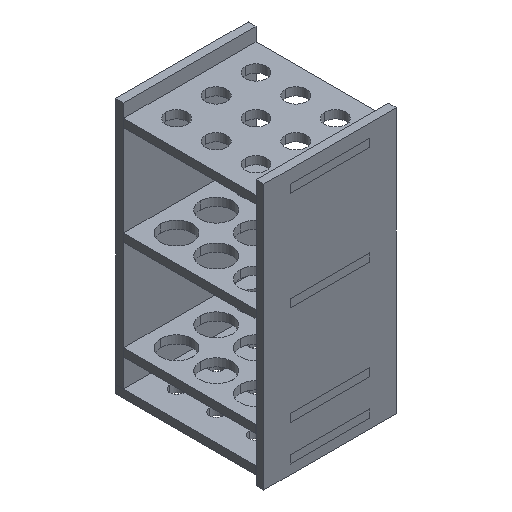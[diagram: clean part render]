
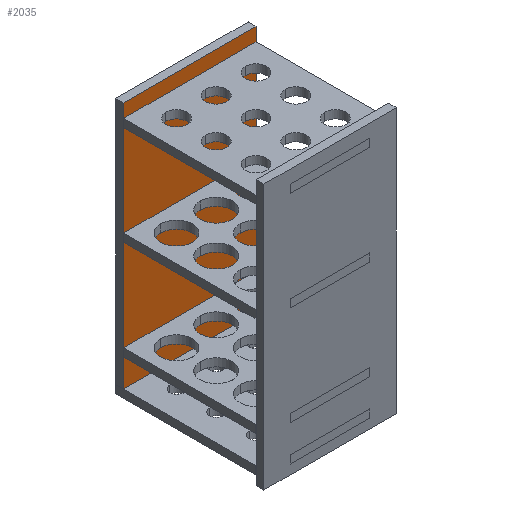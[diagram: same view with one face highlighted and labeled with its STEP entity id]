
A CAD part, isometric view. The second image highlights one B-rep face of the part: STEP entity #2035.
In plain terms, the highlighted planar face has unit normal (0, -1, 0).
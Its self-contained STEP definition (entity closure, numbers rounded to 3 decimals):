
#4 = CARTESIAN_POINT ( 'NONE',  ( -15., 0., 0. ) ) ;
#22 = EDGE_CURVE ( 'NONE', #2426, #3781, #313, .T. ) ;
#135 = VECTOR ( 'NONE', #581, 1000. ) ;
#149 = DIRECTION ( 'NONE',  ( 0., 0., -1. ) ) ;
#155 = VERTEX_POINT ( 'NONE', #2189 ) ;
#181 = VERTEX_POINT ( 'NONE', #3690 ) ;
#230 = VECTOR ( 'NONE', #2886, 1000. ) ;
#248 = LINE ( 'NONE', #1686, #1177 ) ;
#254 = AXIS2_PLACEMENT_3D ( 'NONE', #4415, #4075, #2664 ) ;
#313 = LINE ( 'NONE', #4606, #1052 ) ;
#384 = CARTESIAN_POINT ( 'NONE',  ( 15., 0., -30. ) ) ;
#407 = CARTESIAN_POINT ( 'NONE',  ( -15., 0., 4.5 ) ) ;
#510 = FACE_BOUND ( 'NONE', #2121, .T. ) ;
#569 = ORIENTED_EDGE ( 'NONE', *, *, #2250, .F. ) ;
#581 = DIRECTION ( 'NONE',  ( 0., 0., 1. ) ) ;
#631 = EDGE_CURVE ( 'NONE', #2205, #1039, #1805, .T. ) ;
#633 = VERTEX_POINT ( 'NONE', #407 ) ;
#640 = LINE ( 'NONE', #2072, #3547 ) ;
#669 = VERTEX_POINT ( 'NONE', #384 ) ;
#771 = VERTEX_POINT ( 'NONE', #3071 ) ;
#793 = EDGE_CURVE ( 'NONE', #633, #3646, #1178, .T. ) ;
#821 = FACE_BOUND ( 'NONE', #2103, .T. ) ;
#861 = LINE ( 'NONE', #3738, #944 ) ;
#924 = CARTESIAN_POINT ( 'NONE',  ( -15., 0., 45. ) ) ;
#928 = EDGE_CURVE ( 'NONE', #669, #2426, #640, .T. ) ;
#944 = VECTOR ( 'NONE', #149, 1000. ) ;
#963 = LINE ( 'NONE', #2423, #2231 ) ;
#967 = ORIENTED_EDGE ( 'NONE', *, *, #4363, .T. ) ;
#1031 = CARTESIAN_POINT ( 'NONE',  ( 0., 0., 45. ) ) ;
#1039 = VERTEX_POINT ( 'NONE', #3975 ) ;
#1041 = VECTOR ( 'NONE', #1536, 1000. ) ;
#1052 = VECTOR ( 'NONE', #4322, 1000. ) ;
#1068 = LINE ( 'NONE', #1769, #3440 ) ;
#1082 = CARTESIAN_POINT ( 'NONE',  ( 25., 0., -43.49 ) ) ;
#1175 = ORIENTED_EDGE ( 'NONE', *, *, #4615, .T. ) ;
#1177 = VECTOR ( 'NONE', #4589, 1000. ) ;
#1178 = LINE ( 'NONE', #3357, #4006 ) ;
#1189 = EDGE_CURVE ( 'NONE', #771, #4091, #3065, .T. ) ;
#1271 = CARTESIAN_POINT ( 'NONE',  ( -15., 0., -33. ) ) ;
#1309 = VECTOR ( 'NONE', #2578, 1000. ) ;
#1366 = LINE ( 'NONE', #1031, #1851 ) ;
#1396 = CARTESIAN_POINT ( 'NONE',  ( 25., 0., 50. ) ) ;
#1507 = CARTESIAN_POINT ( 'NONE',  ( -25., 0., -43.49 ) ) ;
#1536 = DIRECTION ( 'NONE',  ( 1., 0., 0. ) ) ;
#1567 = VERTEX_POINT ( 'NONE', #3144 ) ;
#1649 = ORIENTED_EDGE ( 'NONE', *, *, #3750, .F. ) ;
#1686 = CARTESIAN_POINT ( 'NONE',  ( -25., 0., -43.49 ) ) ;
#1724 = EDGE_LOOP ( 'NONE', ( #3923, #1649, #3777, #569 ) ) ;
#1769 = CARTESIAN_POINT ( 'NONE',  ( -15., 0., 0. ) ) ;
#1773 = VERTEX_POINT ( 'NONE', #2428 ) ;
#1805 = LINE ( 'NONE', #4, #230 ) ;
#1851 = VECTOR ( 'NONE', #2091, 1000. ) ;
#1867 = ORIENTED_EDGE ( 'NONE', *, *, #2807, .F. ) ;
#1896 = CARTESIAN_POINT ( 'NONE',  ( -15., 0., -33. ) ) ;
#1909 = DIRECTION ( 'NONE',  ( 1., 0., 0. ) ) ;
#1919 = CARTESIAN_POINT ( 'NONE',  ( 15., 0., 45. ) ) ;
#1922 = DIRECTION ( 'NONE',  ( 0., 0., -1. ) ) ;
#1923 = CARTESIAN_POINT ( 'NONE',  ( 25., 0., 50. ) ) ;
#2010 = VECTOR ( 'NONE', #1922, 1000. ) ;
#2028 = VERTEX_POINT ( 'NONE', #1507 ) ;
#2035 = ADVANCED_FACE ( 'NONE', ( #4093, #510, #821, #2953 ), #2977, .T. ) ;
#2037 = VERTEX_POINT ( 'NONE', #1919 ) ;
#2043 = LINE ( 'NONE', #3796, #3694 ) ;
#2072 = CARTESIAN_POINT ( 'NONE',  ( 15., 0., -33. ) ) ;
#2091 = DIRECTION ( 'NONE',  ( 1., 0., 0. ) ) ;
#2103 = EDGE_LOOP ( 'NONE', ( #3451, #967, #2939, #3127 ) ) ;
#2121 = EDGE_LOOP ( 'NONE', ( #1175, #2454, #3901, #4500 ) ) ;
#2128 = DIRECTION ( 'NONE',  ( 0., 0., -1. ) ) ;
#2165 = CARTESIAN_POINT ( 'NONE',  ( 0., 0., 42. ) ) ;
#2189 = CARTESIAN_POINT ( 'NONE',  ( 15., 0., 42. ) ) ;
#2205 = VERTEX_POINT ( 'NONE', #924 ) ;
#2231 = VECTOR ( 'NONE', #3862, 1000. ) ;
#2246 = CARTESIAN_POINT ( 'NONE',  ( 15., 0., -33. ) ) ;
#2250 = EDGE_CURVE ( 'NONE', #2028, #771, #963, .T. ) ;
#2260 = CARTESIAN_POINT ( 'NONE',  ( -15., 0., -30. ) ) ;
#2323 = ORIENTED_EDGE ( 'NONE', *, *, #3874, .T. ) ;
#2339 = ORIENTED_EDGE ( 'NONE', *, *, #793, .F. ) ;
#2372 = EDGE_CURVE ( 'NONE', #2205, #2037, #1366, .T. ) ;
#2423 = CARTESIAN_POINT ( 'NONE',  ( -25., 0., -50. ) ) ;
#2426 = VERTEX_POINT ( 'NONE', #2246 ) ;
#2428 = CARTESIAN_POINT ( 'NONE',  ( 15., 0., 7.5 ) ) ;
#2454 = ORIENTED_EDGE ( 'NONE', *, *, #3247, .T. ) ;
#2578 = DIRECTION ( 'NONE',  ( 0., 0., -1. ) ) ;
#2664 = DIRECTION ( 'NONE',  ( 0., 0., -1. ) ) ;
#2719 = ORIENTED_EDGE ( 'NONE', *, *, #2860, .T. ) ;
#2753 = DIRECTION ( 'NONE',  ( 1., 0., 0. ) ) ;
#2807 = EDGE_CURVE ( 'NONE', #1567, #633, #1068, .T. ) ;
#2860 = EDGE_CURVE ( 'NONE', #1773, #3646, #4032, .T. ) ;
#2869 = DIRECTION ( 'NONE',  ( 1., 0., 0. ) ) ;
#2886 = DIRECTION ( 'NONE',  ( 0., 0., -1. ) ) ;
#2936 = CARTESIAN_POINT ( 'NONE',  ( 15., 0., 0. ) ) ;
#2939 = ORIENTED_EDGE ( 'NONE', *, *, #4537, .F. ) ;
#2953 = FACE_BOUND ( 'NONE', #3405, .T. ) ;
#2977 = PLANE ( 'NONE',  #254 ) ;
#2986 = LINE ( 'NONE', #2260, #4368 ) ;
#3065 = LINE ( 'NONE', #1923, #1041 ) ;
#3071 = CARTESIAN_POINT ( 'NONE',  ( -25., 0., 50. ) ) ;
#3127 = ORIENTED_EDGE ( 'NONE', *, *, #631, .F. ) ;
#3144 = CARTESIAN_POINT ( 'NONE',  ( -15., 0., 7.5 ) ) ;
#3173 = CARTESIAN_POINT ( 'NONE',  ( 15., 0., 4.5 ) ) ;
#3201 = VECTOR ( 'NONE', #2869, 1000. ) ;
#3205 = DIRECTION ( 'NONE',  ( 0., 0., -1. ) ) ;
#3247 = EDGE_CURVE ( 'NONE', #181, #669, #2986, .T. ) ;
#3321 = LINE ( 'NONE', #2165, #3201 ) ;
#3329 = LINE ( 'NONE', #4485, #2010 ) ;
#3357 = CARTESIAN_POINT ( 'NONE',  ( 0., 0., 4.5 ) ) ;
#3405 = EDGE_LOOP ( 'NONE', ( #1867, #2323, #2719, #2339 ) ) ;
#3440 = VECTOR ( 'NONE', #3205, 1000. ) ;
#3451 = ORIENTED_EDGE ( 'NONE', *, *, #2372, .T. ) ;
#3547 = VECTOR ( 'NONE', #2128, 1000. ) ;
#3646 = VERTEX_POINT ( 'NONE', #3173 ) ;
#3690 = CARTESIAN_POINT ( 'NONE',  ( -15., 0., -30. ) ) ;
#3694 = VECTOR ( 'NONE', #2753, 1000. ) ;
#3738 = CARTESIAN_POINT ( 'NONE',  ( 25., 0., -50. ) ) ;
#3750 = EDGE_CURVE ( 'NONE', #4091, #4519, #861, .T. ) ;
#3777 = ORIENTED_EDGE ( 'NONE', *, *, #1189, .F. ) ;
#3781 = VERTEX_POINT ( 'NONE', #1896 ) ;
#3796 = CARTESIAN_POINT ( 'NONE',  ( 0., 0., 7.5 ) ) ;
#3862 = DIRECTION ( 'NONE',  ( 0., 0., 1. ) ) ;
#3874 = EDGE_CURVE ( 'NONE', #1567, #1773, #2043, .T. ) ;
#3876 = LINE ( 'NONE', #1271, #135 ) ;
#3901 = ORIENTED_EDGE ( 'NONE', *, *, #928, .T. ) ;
#3923 = ORIENTED_EDGE ( 'NONE', *, *, #3938, .T. ) ;
#3938 = EDGE_CURVE ( 'NONE', #2028, #4519, #248, .T. ) ;
#3975 = CARTESIAN_POINT ( 'NONE',  ( -15., 0., 42. ) ) ;
#4006 = VECTOR ( 'NONE', #4173, 1000. ) ;
#4032 = LINE ( 'NONE', #2936, #1309 ) ;
#4075 = DIRECTION ( 'NONE',  ( 0., -1., 0. ) ) ;
#4091 = VERTEX_POINT ( 'NONE', #1396 ) ;
#4093 = FACE_OUTER_BOUND ( 'NONE', #1724, .T. ) ;
#4173 = DIRECTION ( 'NONE',  ( 1., 0., 0. ) ) ;
#4322 = DIRECTION ( 'NONE',  ( -1., 0., 0. ) ) ;
#4363 = EDGE_CURVE ( 'NONE', #2037, #155, #3329, .T. ) ;
#4368 = VECTOR ( 'NONE', #1909, 1000. ) ;
#4415 = CARTESIAN_POINT ( 'NONE',  ( 0., 0., 0. ) ) ;
#4485 = CARTESIAN_POINT ( 'NONE',  ( 15., 0., 0. ) ) ;
#4500 = ORIENTED_EDGE ( 'NONE', *, *, #22, .T. ) ;
#4519 = VERTEX_POINT ( 'NONE', #1082 ) ;
#4537 = EDGE_CURVE ( 'NONE', #1039, #155, #3321, .T. ) ;
#4589 = DIRECTION ( 'NONE',  ( 1., 0., 0. ) ) ;
#4606 = CARTESIAN_POINT ( 'NONE',  ( -15., 0., -33. ) ) ;
#4615 = EDGE_CURVE ( 'NONE', #3781, #181, #3876, .T. ) ;
